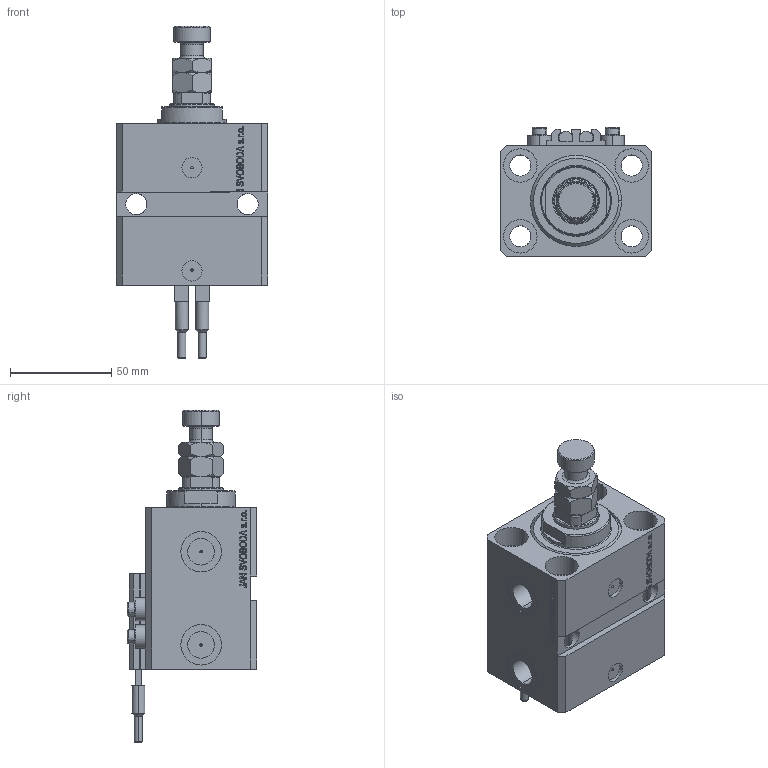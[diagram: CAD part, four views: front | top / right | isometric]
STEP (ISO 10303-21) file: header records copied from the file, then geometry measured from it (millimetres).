
FILE_DESCRIPTION (( 'STEP AP203' ), '1' );
FILE_NAME ('c58e.STEP', '2023-11-27T07:37:28', ( '' ), ( '' ), 'SwSTEP 2.0', 'SolidWorks 2019', '' );
FILE_SCHEMA (( 'CONFIG_CONTROL_DESIGN' ));
Length unit declared in the file: millimetre
Products named in the file (7): V250CE_VC_E f0ba9e12c95e0c57995c46d2ed71cae7; V250CE_E_Body f0ba9e12c95e0c57995c46d2ed71cae7; V250CE_C_VCP f0ba9e12c95e0c57995c46d2ed71cae7; MFA f0ba9e12c95e0c57995c46d2ed71cae7; ALLEN BOLT V250CE f0ba9e12c95e0c57995c46d2ed71cae7; c58e; SWITCH_V250CE f0ba9e12c95e0c57995c46d2ed71cae7
Assembly tree (10 placements, depth 2):
  c58e
    V250CE_E_Body f0ba9e12c95e0c57995c46d2ed71cae7
    ALLEN BOLT V250CE f0ba9e12c95e0c57995c46d2ed71cae7  x4
    V250CE_C_VCP f0ba9e12c95e0c57995c46d2ed71cae7
    V250CE_VC_E f0ba9e12c95e0c57995c46d2ed71cae7
    MFA f0ba9e12c95e0c57995c46d2ed71cae7
    SWITCH_V250CE f0ba9e12c95e0c57995c46d2ed71cae7  x2
Bounding box: 75 x 64 x 164 mm (x, y, z)
Volume: 291914.9 mm3; surface area: 81059.2 mm2
Topology: 11 solids, 11 shells, 1184 faces, 2918 edges, 1873 vertices
Faces by surface type: plane 566, bspline 354, cylinder 154, cone 88, torus 22
Entity records: 49840 total; most frequent: CARTESIAN_POINT 25481, ORIENTED_EDGE 5418, DIRECTION 3695, EDGE_CURVE 2709, VERTEX_POINT 1759, VECTOR 1585, LINE 1585, EDGE_LOOP 1222
